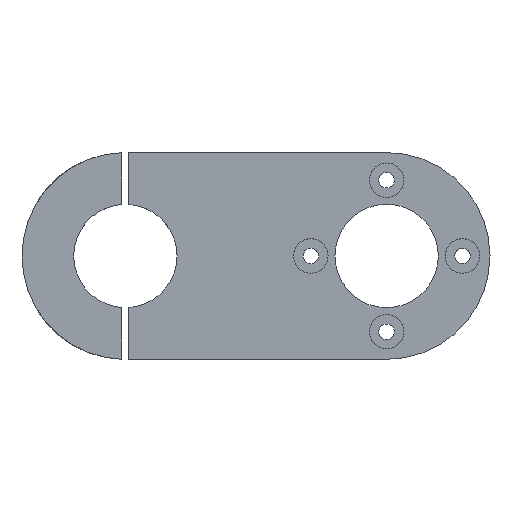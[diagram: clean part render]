
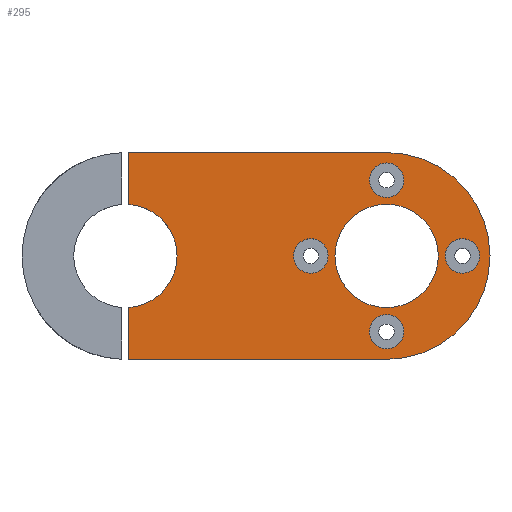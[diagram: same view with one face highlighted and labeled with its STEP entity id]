
A CAD part, top view. The second image highlights one B-rep face of the part: STEP entity #295.
In plain terms, the highlighted planar face has unit normal (0, 0, 1).
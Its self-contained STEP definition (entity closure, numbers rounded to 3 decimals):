
#2 = DIRECTION ( 'NONE',  ( 0., 0., 1. ) ) ;
#15 = DIRECTION ( 'NONE',  ( 1., 0., 0. ) ) ;
#21 = VERTEX_POINT ( 'NONE', #519 ) ;
#27 = FACE_BOUND ( 'NONE', #1652, .T. ) ;
#35 = CARTESIAN_POINT ( 'NONE',  ( -36.91, 14.967, 15. ) ) ;
#49 = CIRCLE ( 'NONE', #217, 5. ) ;
#50 = EDGE_CURVE ( 'NONE', #825, #2096, #1368, .T. ) ;
#60 = EDGE_CURVE ( 'NONE', #1638, #637, #1297, .T. ) ;
#71 = CARTESIAN_POINT ( 'NONE',  ( -37.91, 30., 15. ) ) ;
#75 = CIRCLE ( 'NONE', #1693, 15. ) ;
#84 = DIRECTION ( 'NONE',  ( 0., -1., 0. ) ) ;
#102 = VERTEX_POINT ( 'NONE', #864 ) ;
#107 = CARTESIAN_POINT ( 'NONE',  ( 15.91, 0., 15. ) ) ;
#110 = AXIS2_PLACEMENT_3D ( 'NONE', #1490, #1201, #697 ) ;
#153 = EDGE_CURVE ( 'NONE', #706, #204, #510, .T. ) ;
#162 = CARTESIAN_POINT ( 'NONE',  ( -36.91, 30., 15. ) ) ;
#176 = DIRECTION ( 'NONE',  ( 0., 0., 1. ) ) ;
#186 = CARTESIAN_POINT ( 'NONE',  ( 37.91, 0., 15. ) ) ;
#204 = VERTEX_POINT ( 'NONE', #601 ) ;
#217 = AXIS2_PLACEMENT_3D ( 'NONE', #1646, #1300, #485 ) ;
#233 = CARTESIAN_POINT ( 'NONE',  ( 37.91, -30., 15. ) ) ;
#261 = EDGE_LOOP ( 'NONE', ( #976, #1733 ) ) ;
#267 = EDGE_CURVE ( 'NONE', #1427, #1420, #2027, .T. ) ;
#295 = ADVANCED_FACE ( 'NONE', ( #1478, #782, #27, #1958, #1152, #1107 ), #1283, .T. ) ;
#327 = ORIENTED_EDGE ( 'NONE', *, *, #631, .T. ) ;
#374 = CARTESIAN_POINT ( 'NONE',  ( -36.91, -30., 15. ) ) ;
#378 = LINE ( 'NONE', #848, #1993 ) ;
#388 = ORIENTED_EDGE ( 'NONE', *, *, #1366, .F. ) ;
#393 = ORIENTED_EDGE ( 'NONE', *, *, #1259, .F. ) ;
#394 = VECTOR ( 'NONE', #1725, 1000. ) ;
#411 = AXIS2_PLACEMENT_3D ( 'NONE', #952, #1765, #674 ) ;
#418 = CIRCLE ( 'NONE', #1426, 5. ) ;
#428 = CIRCLE ( 'NONE', #1778, 30. ) ;
#452 = EDGE_CURVE ( 'NONE', #637, #1638, #1706, .T. ) ;
#473 = CARTESIAN_POINT ( 'NONE',  ( 37.91, -22., 15. ) ) ;
#485 = DIRECTION ( 'NONE',  ( 1., 0., 0. ) ) ;
#492 = CIRCLE ( 'NONE', #1669, 5. ) ;
#510 = CIRCLE ( 'NONE', #770, 15. ) ;
#515 = AXIS2_PLACEMENT_3D ( 'NONE', #1886, #741, #930 ) ;
#519 = CARTESIAN_POINT ( 'NONE',  ( 42.91, -22., 15. ) ) ;
#549 = DIRECTION ( 'NONE',  ( 1., 0., 0. ) ) ;
#570 = DIRECTION ( 'NONE',  ( 1., 0., 0. ) ) ;
#588 = DIRECTION ( 'NONE',  ( 1., 0., 0. ) ) ;
#601 = CARTESIAN_POINT ( 'NONE',  ( 52.91, 0., 15. ) ) ;
#622 = VERTEX_POINT ( 'NONE', #1430 ) ;
#631 = EDGE_CURVE ( 'NONE', #1554, #825, #932, .T. ) ;
#637 = VERTEX_POINT ( 'NONE', #1771 ) ;
#643 = EDGE_CURVE ( 'NONE', #102, #2023, #492, .T. ) ;
#672 = CARTESIAN_POINT ( 'NONE',  ( -36.91, -14.967, 15. ) ) ;
#674 = DIRECTION ( 'NONE',  ( 1., 0., 0. ) ) ;
#690 = DIRECTION ( 'NONE',  ( 0., 0., 1. ) ) ;
#697 = DIRECTION ( 'NONE',  ( 1., 0., 0. ) ) ;
#699 = CARTESIAN_POINT ( 'NONE',  ( 32.91, -22., 15. ) ) ;
#706 = VERTEX_POINT ( 'NONE', #1417 ) ;
#710 = ORIENTED_EDGE ( 'NONE', *, *, #643, .F. ) ;
#725 = ORIENTED_EDGE ( 'NONE', *, *, #267, .F. ) ;
#741 = DIRECTION ( 'NONE',  ( 0., 0., -1. ) ) ;
#763 = ORIENTED_EDGE ( 'NONE', *, *, #943, .T. ) ;
#770 = AXIS2_PLACEMENT_3D ( 'NONE', #999, #1191, #1333 ) ;
#776 = ORIENTED_EDGE ( 'NONE', *, *, #60, .F. ) ;
#780 = CARTESIAN_POINT ( 'NONE',  ( 54.91, 0., 15. ) ) ;
#782 = FACE_BOUND ( 'NONE', #1132, .T. ) ;
#791 = ORIENTED_EDGE ( 'NONE', *, *, #1153, .T. ) ;
#820 = CARTESIAN_POINT ( 'NONE',  ( 32.91, 22., 15. ) ) ;
#825 = VERTEX_POINT ( 'NONE', #374 ) ;
#829 = ORIENTED_EDGE ( 'NONE', *, *, #1784, .T. ) ;
#835 = CARTESIAN_POINT ( 'NONE',  ( 20.91, 0., 15. ) ) ;
#843 = DIRECTION ( 'NONE',  ( 1., 0., 0. ) ) ;
#848 = CARTESIAN_POINT ( 'NONE',  ( -36.91, 30., 15. ) ) ;
#864 = CARTESIAN_POINT ( 'NONE',  ( 10.91, 0., 15. ) ) ;
#930 = DIRECTION ( 'NONE',  ( -1., 0., 0. ) ) ;
#932 = LINE ( 'NONE', #162, #394 ) ;
#943 = EDGE_CURVE ( 'NONE', #1613, #1554, #1423, .T. ) ;
#952 = CARTESIAN_POINT ( 'NONE',  ( -37.91, 0., 15. ) ) ;
#954 = EDGE_LOOP ( 'NONE', ( #327, #1001, #1078, #791, #829, #763 ) ) ;
#976 = ORIENTED_EDGE ( 'NONE', *, *, #2052, .F. ) ;
#978 = CIRCLE ( 'NONE', #1899, 5. ) ;
#999 = CARTESIAN_POINT ( 'NONE',  ( 37.91, 0., 15. ) ) ;
#1001 = ORIENTED_EDGE ( 'NONE', *, *, #50, .T. ) ;
#1054 = EDGE_CURVE ( 'NONE', #2033, #21, #49, .T. ) ;
#1061 = CARTESIAN_POINT ( 'NONE',  ( 59.91, 0., 15. ) ) ;
#1078 = ORIENTED_EDGE ( 'NONE', *, *, #1650, .T. ) ;
#1088 = EDGE_LOOP ( 'NONE', ( #393, #710 ) ) ;
#1107 = FACE_BOUND ( 'NONE', #261, .T. ) ;
#1110 = ORIENTED_EDGE ( 'NONE', *, *, #2035, .F. ) ;
#1132 = EDGE_LOOP ( 'NONE', ( #1747, #776 ) ) ;
#1152 = FACE_BOUND ( 'NONE', #1088, .T. ) ;
#1153 = EDGE_CURVE ( 'NONE', #1532, #622, #1992, .T. ) ;
#1191 = DIRECTION ( 'NONE',  ( 0., 0., 1. ) ) ;
#1198 = DIRECTION ( 'NONE',  ( 1., 0., 0. ) ) ;
#1201 = DIRECTION ( 'NONE',  ( 0., 0., 1. ) ) ;
#1251 = DIRECTION ( 'NONE',  ( 0., 0., 1. ) ) ;
#1259 = EDGE_CURVE ( 'NONE', #2023, #102, #978, .T. ) ;
#1282 = EDGE_LOOP ( 'NONE', ( #388, #2006 ) ) ;
#1283 = PLANE ( 'NONE',  #411 ) ;
#1296 = DIRECTION ( 'NONE',  ( 1., 0., 0. ) ) ;
#1297 = CIRCLE ( 'NONE', #110, 5. ) ;
#1300 = DIRECTION ( 'NONE',  ( 0., 0., 1. ) ) ;
#1333 = DIRECTION ( 'NONE',  ( 1., 0., 0. ) ) ;
#1346 = CARTESIAN_POINT ( 'NONE',  ( 37.91, 0., 15. ) ) ;
#1355 = VECTOR ( 'NONE', #1541, 1000. ) ;
#1366 = EDGE_CURVE ( 'NONE', #21, #2033, #1741, .T. ) ;
#1368 = LINE ( 'NONE', #2007, #1738 ) ;
#1411 = DIRECTION ( 'NONE',  ( 1., 0., 0. ) ) ;
#1417 = CARTESIAN_POINT ( 'NONE',  ( 22.91, 0., 15. ) ) ;
#1420 = VERTEX_POINT ( 'NONE', #780 ) ;
#1423 = CIRCLE ( 'NONE', #515, 15. ) ;
#1426 = AXIS2_PLACEMENT_3D ( 'NONE', #1995, #690, #549 ) ;
#1427 = VERTEX_POINT ( 'NONE', #1432 ) ;
#1430 = CARTESIAN_POINT ( 'NONE',  ( -36.91, 30., 15. ) ) ;
#1432 = CARTESIAN_POINT ( 'NONE',  ( 64.91, 0., 15. ) ) ;
#1442 = CARTESIAN_POINT ( 'NONE',  ( 15.91, 0., 15. ) ) ;
#1478 = FACE_OUTER_BOUND ( 'NONE', #954, .T. ) ;
#1490 = CARTESIAN_POINT ( 'NONE',  ( 37.91, 22., 15. ) ) ;
#1532 = VERTEX_POINT ( 'NONE', #2095 ) ;
#1541 = DIRECTION ( 'NONE',  ( -1., 0., 0. ) ) ;
#1548 = DIRECTION ( 'NONE',  ( 0., 0., 1. ) ) ;
#1554 = VERTEX_POINT ( 'NONE', #672 ) ;
#1555 = CARTESIAN_POINT ( 'NONE',  ( 37.91, 22., 15. ) ) ;
#1570 = DIRECTION ( 'NONE',  ( 0., 0., 1. ) ) ;
#1608 = AXIS2_PLACEMENT_3D ( 'NONE', #1555, #1548, #1198 ) ;
#1613 = VERTEX_POINT ( 'NONE', #35 ) ;
#1638 = VERTEX_POINT ( 'NONE', #820 ) ;
#1646 = CARTESIAN_POINT ( 'NONE',  ( 37.91, -22., 15. ) ) ;
#1650 = EDGE_CURVE ( 'NONE', #2096, #1532, #428, .T. ) ;
#1652 = EDGE_LOOP ( 'NONE', ( #725, #1110 ) ) ;
#1669 = AXIS2_PLACEMENT_3D ( 'NONE', #1442, #2, #1900 ) ;
#1693 = AXIS2_PLACEMENT_3D ( 'NONE', #1346, #1863, #570 ) ;
#1706 = CIRCLE ( 'NONE', #1608, 5. ) ;
#1725 = DIRECTION ( 'NONE',  ( 0., -1., 0. ) ) ;
#1733 = ORIENTED_EDGE ( 'NONE', *, *, #153, .F. ) ;
#1738 = VECTOR ( 'NONE', #843, 1000. ) ;
#1741 = CIRCLE ( 'NONE', #2045, 5. ) ;
#1747 = ORIENTED_EDGE ( 'NONE', *, *, #452, .F. ) ;
#1765 = DIRECTION ( 'NONE',  ( 0., 0., 1. ) ) ;
#1771 = CARTESIAN_POINT ( 'NONE',  ( 42.91, 22., 15. ) ) ;
#1778 = AXIS2_PLACEMENT_3D ( 'NONE', #186, #176, #15 ) ;
#1784 = EDGE_CURVE ( 'NONE', #622, #1613, #378, .T. ) ;
#1788 = DIRECTION ( 'NONE',  ( 0., 0., 1. ) ) ;
#1863 = DIRECTION ( 'NONE',  ( 0., 0., 1. ) ) ;
#1865 = AXIS2_PLACEMENT_3D ( 'NONE', #1061, #1570, #1411 ) ;
#1886 = CARTESIAN_POINT ( 'NONE',  ( -37.91, 0., 15. ) ) ;
#1899 = AXIS2_PLACEMENT_3D ( 'NONE', #107, #1251, #588 ) ;
#1900 = DIRECTION ( 'NONE',  ( 1., 0., 0. ) ) ;
#1958 = FACE_BOUND ( 'NONE', #1282, .T. ) ;
#1992 = LINE ( 'NONE', #71, #1355 ) ;
#1993 = VECTOR ( 'NONE', #84, 1000. ) ;
#1995 = CARTESIAN_POINT ( 'NONE',  ( 59.91, 0., 15. ) ) ;
#2006 = ORIENTED_EDGE ( 'NONE', *, *, #1054, .F. ) ;
#2007 = CARTESIAN_POINT ( 'NONE',  ( -37.91, -30., 15. ) ) ;
#2023 = VERTEX_POINT ( 'NONE', #835 ) ;
#2027 = CIRCLE ( 'NONE', #1865, 5. ) ;
#2033 = VERTEX_POINT ( 'NONE', #699 ) ;
#2035 = EDGE_CURVE ( 'NONE', #1420, #1427, #418, .T. ) ;
#2045 = AXIS2_PLACEMENT_3D ( 'NONE', #473, #1788, #1296 ) ;
#2052 = EDGE_CURVE ( 'NONE', #204, #706, #75, .T. ) ;
#2095 = CARTESIAN_POINT ( 'NONE',  ( 37.91, 30., 15. ) ) ;
#2096 = VERTEX_POINT ( 'NONE', #233 ) ;
